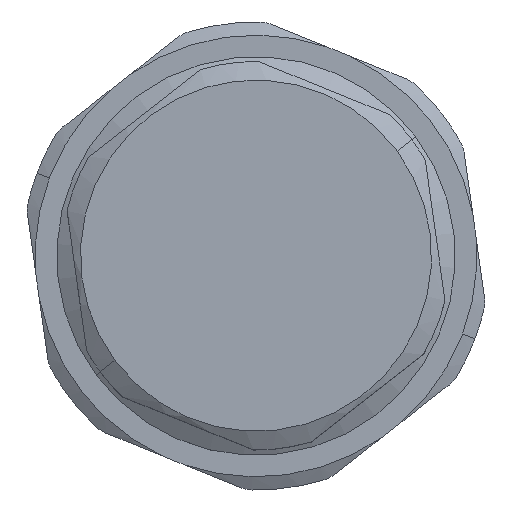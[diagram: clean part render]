
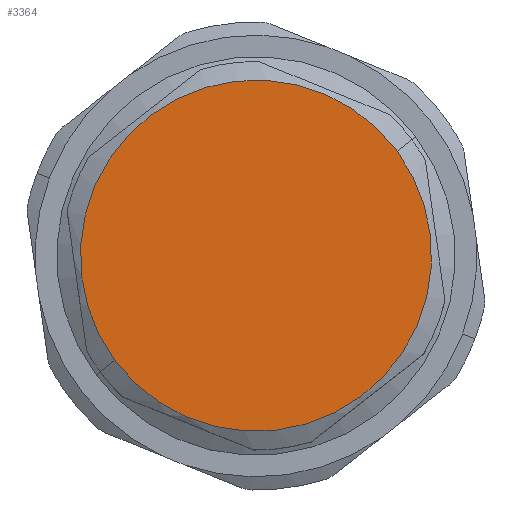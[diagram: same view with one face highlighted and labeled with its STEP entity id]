
A CAD part, top view. The second image highlights one B-rep face of the part: STEP entity #3364.
In plain terms, the highlighted planar face has unit normal (0, 0, 1).
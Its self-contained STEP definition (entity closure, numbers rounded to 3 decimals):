
#3341=CARTESIAN_POINT('Axis2P3D Location',(32.682,4.569,-23.423)) ;
#3346=CARTESIAN_POINT('Axis2P3D Location',(0.,0.,-23.423)) ;
#3350=CARTESIAN_POINT('Vertex',(26.491,19.678,-23.423)) ;
#3352=CARTESIAN_POINT('Vertex',(-26.491,-19.678,-23.423)) ;
#3355=CARTESIAN_POINT('Axis2P3D Location',(0.,0.,-23.423)) ;
#3342=DIRECTION('Axis2P3D Direction',(0.,0.,1.)) ;
#3343=DIRECTION('Axis2P3D XDirection',(-0.138,0.99,0.)) ;
#3347=DIRECTION('Axis2P3D Direction',(0.,0.,1.)) ;
#3356=DIRECTION('Axis2P3D Direction',(0.,0.,1.)) ;
#3344=AXIS2_PLACEMENT_3D('Plane Axis2P3D',#3341,#3342,#3343) ;
#3348=AXIS2_PLACEMENT_3D('Circle Axis2P3D',#3346,#3347,$) ;
#3357=AXIS2_PLACEMENT_3D('Circle Axis2P3D',#3355,#3356,$) ;
#3361=ORIENTED_EDGE('',*,*,#3354,.T.) ;
#3362=ORIENTED_EDGE('',*,*,#3359,.T.) ;
#3364=ADVANCED_FACE('PartBody',(#3363),#3345,.T.) ;
#3349=CIRCLE('generated circle',#3348,33.) ;
#3358=CIRCLE('generated circle',#3357,33.) ;
#3354=EDGE_CURVE('',#3351,#3353,#3349,.T.) ;
#3359=EDGE_CURVE('',#3353,#3351,#3358,.T.) ;
#3360=EDGE_LOOP('',(#3361,#3362)) ;
#3363=FACE_OUTER_BOUND('',#3360,.T.) ;
#3345=PLANE('',#3344) ;
#3351=VERTEX_POINT('',#3350) ;
#3353=VERTEX_POINT('',#3352) ;
